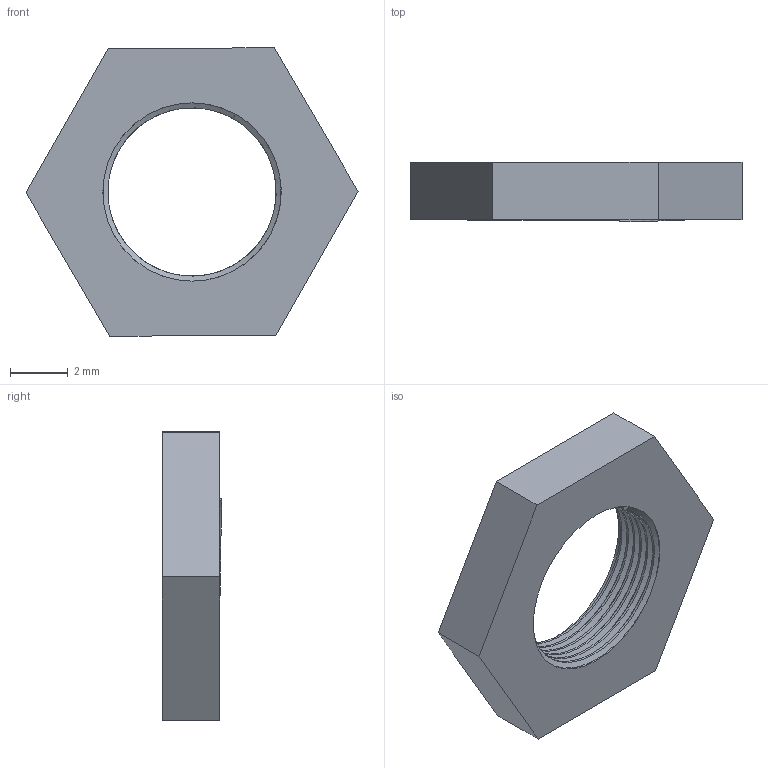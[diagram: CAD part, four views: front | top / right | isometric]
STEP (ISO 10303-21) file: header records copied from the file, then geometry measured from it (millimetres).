
FILE_DESCRIPTION (( 'STEP AP214' ), '1' );
FILE_NAME ('Nut.STEP', '2021-04-04T11:09:50', ( '' ), ( '' ), 'SwSTEP 2.0', 'SolidWorks 2020', '' );
FILE_SCHEMA (( 'AUTOMOTIVE_DESIGN' ));
Length unit declared in the file: millimetre
Products named in the file (1): Nut
Bounding box: 11.55 x 2.08 x 10.03 mm (x, y, z)
Volume: 116.1 mm3; surface area: 241.7 mm2
Topology: 1 solids, 1 shells, 28 faces, 74 edges, 48 vertices
Faces by surface type: cylinder 14, plane 10, bspline 4
Entity records: 1688 total; most frequent: CARTESIAN_POINT 1053, ORIENTED_EDGE 148, DIRECTION 100, EDGE_CURVE 74, VERTEX_POINT 48, LINE 36, VECTOR 36, AXIS2_PLACEMENT_3D 32
